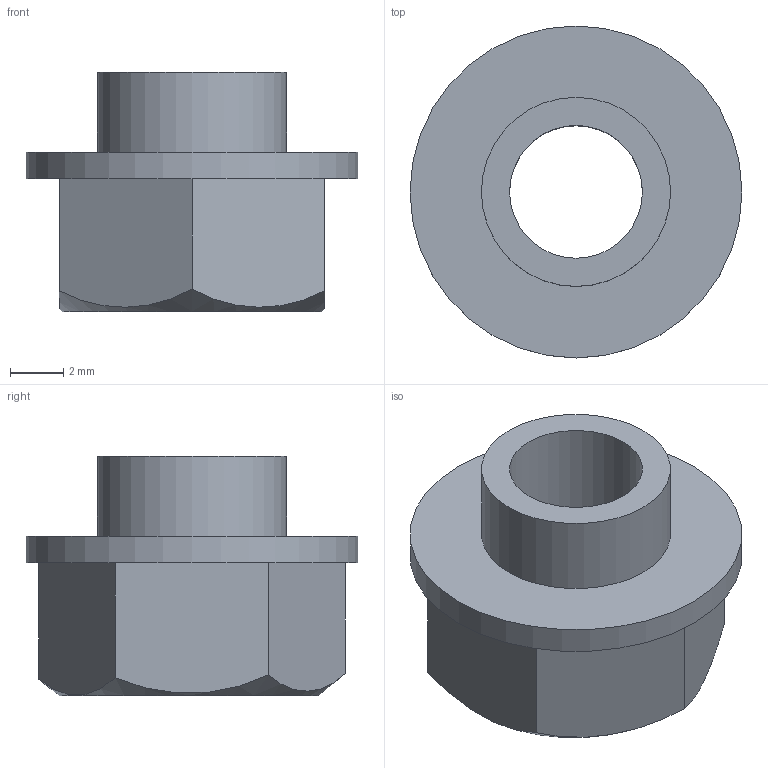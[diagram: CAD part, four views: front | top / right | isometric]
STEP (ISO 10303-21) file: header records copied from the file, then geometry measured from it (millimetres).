
FILE_DESCRIPTION(/* description */ (''),/* implementation_level */ '2;1');
FILE_NAME(/* name */ 'Eccentric Spacer 6mm.stp',/* time_stamp */ '2016-04-20T00:18:31-07:00',/* author */ ('Ben'),/* organization */ (''),/* preprocessor_version */ 'ST-DEVELOPER v15.2',/* originating_system */ 'Autodesk Inventor 2014',/* authorisation */ '');
FILE_SCHEMA (('AUTOMOTIVE_DESIGN { 1 0 10303 214 3 1 1 }'));
Length unit declared in the file: millimetre
Products named in the file (1): Eccentric Spacer
Bounding box: 12.5 x 12.5 x 9 mm (x, y, z)
Volume: 496.1 mm3; surface area: 620 mm2
Topology: 1 solids, 1 shells, 14 faces, 29 edges, 19 vertices
Faces by surface type: plane 10, cylinder 3, sphere 1
Full cylindrical faces by diameter (mm): 5 x1, 7.12 x1, 12.5 x1
Entity records: 404 total; most frequent: DIRECTION 68, CARTESIAN_POINT 59, ORIENTED_EDGE 50, AXIS2_PLACEMENT_3D 28, EDGE_CURVE 25, EDGE_LOOP 22, VERTEX_POINT 19, STYLED_ITEM 15
